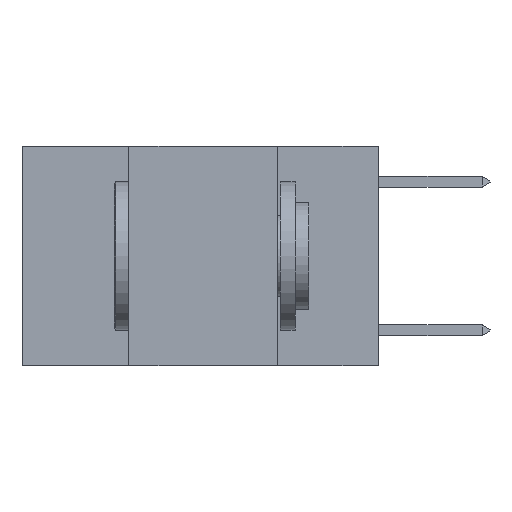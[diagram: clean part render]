
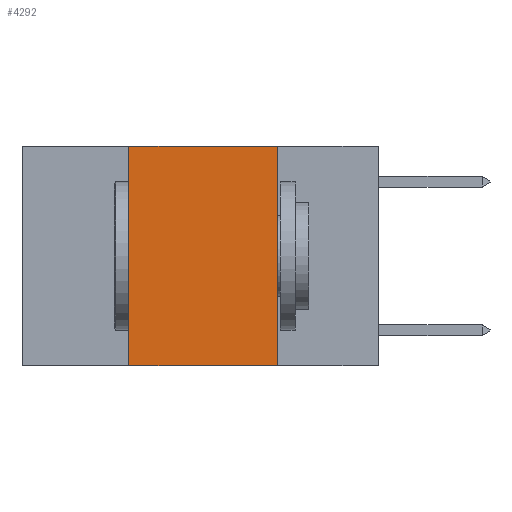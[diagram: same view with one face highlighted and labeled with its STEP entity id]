
A CAD part, left-side view. The second image highlights one B-rep face of the part: STEP entity #4292.
In plain terms, the highlighted planar face has unit normal (-1, 0, 0).
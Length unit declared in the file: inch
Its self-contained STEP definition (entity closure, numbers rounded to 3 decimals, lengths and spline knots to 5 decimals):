
#84 = LINE ( 'NONE', #10644, #10838 ) ;
#129 = ORIENTED_EDGE ( 'NONE', *, *, #8266, .F. ) ;
#154 = EDGE_CURVE ( 'NONE', #1033, #12929, #13615, .T. ) ;
#479 = CARTESIAN_POINT ( 'NONE',  ( 0., 0.42, 0. ) ) ;
#1033 = VERTEX_POINT ( 'NONE', #1999 ) ;
#1794 = CARTESIAN_POINT ( 'NONE',  ( 0., 0.42, -0.37 ) ) ;
#1999 = CARTESIAN_POINT ( 'NONE',  ( 0., 0.42, 0. ) ) ;
#2286 = ORIENTED_EDGE ( 'NONE', *, *, #3421, .T. ) ;
#2429 = LINE ( 'NONE', #479, #9944 ) ;
#2796 = CARTESIAN_POINT ( 'NONE',  ( 0., 0.17, 0. ) ) ;
#3412 = DIRECTION ( 'NONE',  ( 0., 0., -1. ) ) ;
#3421 = EDGE_CURVE ( 'NONE', #13688, #4767, #84, .T. ) ;
#3442 = EDGE_CURVE ( 'NONE', #12929, #4767, #5454, .T. ) ;
#4292 = ADVANCED_FACE ( 'NONE', ( #13563 ), #11963, .F. ) ;
#4767 = VERTEX_POINT ( 'NONE', #9633 ) ;
#4877 = VECTOR ( 'NONE', #8617, 39.37008 ) ;
#4912 = ORIENTED_EDGE ( 'NONE', *, *, #154, .F. ) ;
#5326 = CARTESIAN_POINT ( 'NONE',  ( 0., 0.6, 0. ) ) ;
#5454 = LINE ( 'NONE', #7665, #4877 ) ;
#6206 = ORIENTED_EDGE ( 'NONE', *, *, #3442, .F. ) ;
#6729 = DIRECTION ( 'NONE',  ( 1., 0., 0. ) ) ;
#7550 = AXIS2_PLACEMENT_3D ( 'NONE', #5326, #6729, #3412 ) ;
#7665 = CARTESIAN_POINT ( 'NONE',  ( 0., 0.17, 0. ) ) ;
#8266 = EDGE_CURVE ( 'NONE', #13688, #1033, #2429, .T. ) ;
#8617 = DIRECTION ( 'NONE',  ( 0., 0., -1. ) ) ;
#9435 = DIRECTION ( 'NONE',  ( 0., -1., 0. ) ) ;
#9633 = CARTESIAN_POINT ( 'NONE',  ( 0., 0.17, -0.37 ) ) ;
#9944 = VECTOR ( 'NONE', #10849, 39.37008 ) ;
#10424 = EDGE_LOOP ( 'NONE', ( #6206, #4912, #129, #2286 ) ) ;
#10490 = CARTESIAN_POINT ( 'NONE',  ( 0., 0.6, 0. ) ) ;
#10644 = CARTESIAN_POINT ( 'NONE',  ( 0., 0.6, -0.37 ) ) ;
#10703 = DIRECTION ( 'NONE',  ( 0., -1., 0. ) ) ;
#10838 = VECTOR ( 'NONE', #10703, 39.37008 ) ;
#10849 = DIRECTION ( 'NONE',  ( 0., 0., 1. ) ) ;
#11963 = PLANE ( 'NONE',  #7550 ) ;
#12923 = VECTOR ( 'NONE', #9435, 39.37008 ) ;
#12929 = VERTEX_POINT ( 'NONE', #2796 ) ;
#13563 = FACE_OUTER_BOUND ( 'NONE', #10424, .T. ) ;
#13615 = LINE ( 'NONE', #10490, #12923 ) ;
#13688 = VERTEX_POINT ( 'NONE', #1794 ) ;
